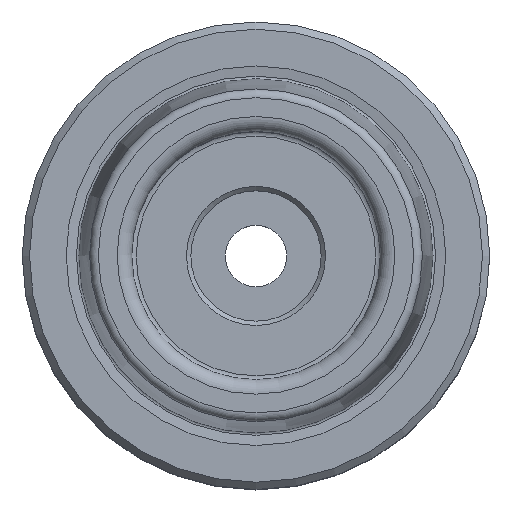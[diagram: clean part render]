
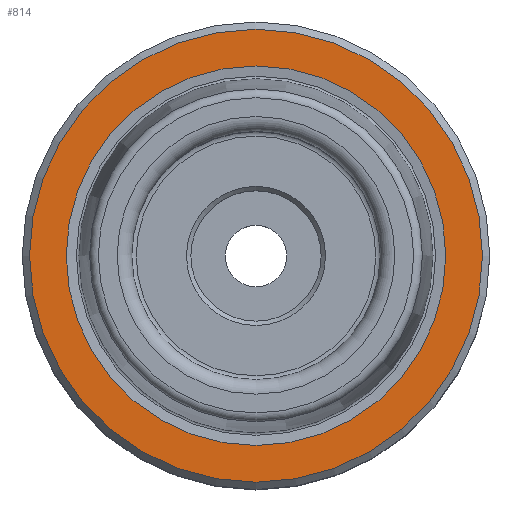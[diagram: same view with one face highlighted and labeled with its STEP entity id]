
A CAD part, top view. The second image highlights one B-rep face of the part: STEP entity #814.
In plain terms, the highlighted planar face has unit normal (0, 0, 1).
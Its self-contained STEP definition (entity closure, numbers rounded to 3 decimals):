
#109=ORIENTED_EDGE('',*,*,#177,.T.);
#110=ORIENTED_EDGE('',*,*,#176,.F.);
#176=EDGE_CURVE('',#221,#221,#266,.T.);
#177=EDGE_CURVE('',#222,#222,#267,.T.);
#221=VERTEX_POINT('',#1196);
#222=VERTEX_POINT('',#1199);
#266=CIRCLE('',#893,12.99);
#267=CIRCLE('',#895,15.5);
#334=EDGE_LOOP('',(#109));
#335=EDGE_LOOP('',(#110));
#424=FACE_BOUND('',#334,.T.);
#425=FACE_BOUND('',#335,.T.);
#468=PLANE('',#894);
#814=ADVANCED_FACE('',(#424,#425),#468,.T.);
#893=AXIS2_PLACEMENT_3D('',#1195,#1040,#1041);
#894=AXIS2_PLACEMENT_3D('',#1197,#1042,#1043);
#895=AXIS2_PLACEMENT_3D('',#1198,#1044,#1045);
#1040=DIRECTION('',(0.,0.,1.));
#1041=DIRECTION('',(1.,0.,0.));
#1042=DIRECTION('',(0.,0.,1.));
#1043=DIRECTION('',(1.,0.,0.));
#1044=DIRECTION('',(0.,0.,1.));
#1045=DIRECTION('',(1.,0.,0.));
#1195=CARTESIAN_POINT('',(0.,0.,0.));
#1196=CARTESIAN_POINT('',(12.99,0.,0.));
#1197=CARTESIAN_POINT('',(12.99,0.,0.));
#1198=CARTESIAN_POINT('',(0.,0.,0.));
#1199=CARTESIAN_POINT('',(15.5,0.,0.));
